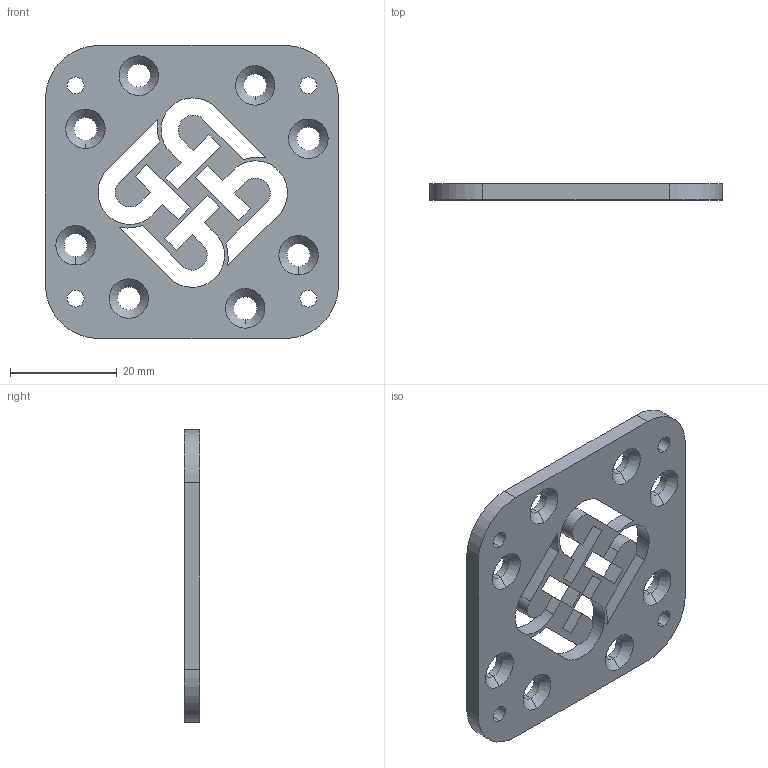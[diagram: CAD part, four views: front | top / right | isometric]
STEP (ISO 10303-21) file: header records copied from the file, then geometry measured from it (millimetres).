
FILE_DESCRIPTION (( 'STEP AP214' ), '1' );
FILE_NAME ('cover R3.STEP', '2023-10-30T11:36:03', ( '' ), ( '' ), 'SwSTEP 2.0', 'SolidWorks 2021', '' );
FILE_SCHEMA (( 'AUTOMOTIVE_DESIGN' ));
Length unit declared in the file: millimetre
Products named in the file (1): cover R3
Bounding box: 55 x 3 x 55 mm (x, y, z)
Volume: 6665.7 mm3; surface area: 6579.8 mm2
Topology: 1 solids, 1 shells, 98 faces, 272 edges, 176 vertices
Faces by surface type: plane 42, cylinder 28, cone 16, bspline 12
Entity records: 3402 total; most frequent: CARTESIAN_POINT 815, ORIENTED_EDGE 544, DIRECTION 494, EDGE_CURVE 272, LINE 176, VECTOR 176, VERTEX_POINT 176, AXIS2_PLACEMENT_3D 159
